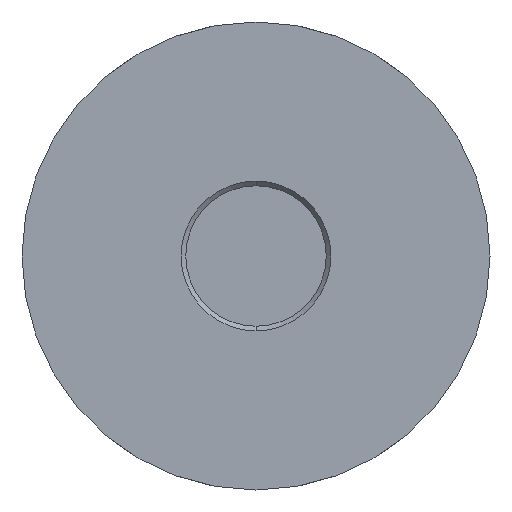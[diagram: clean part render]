
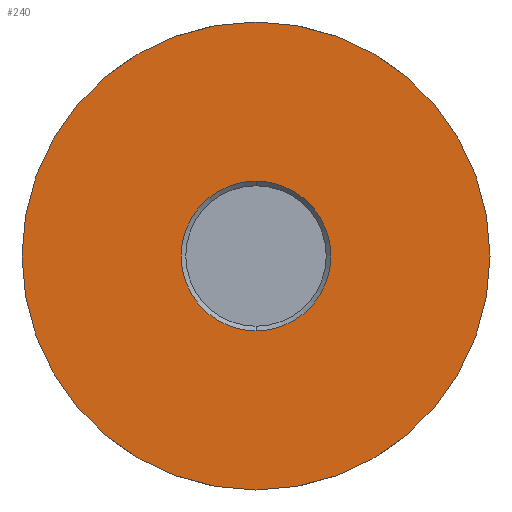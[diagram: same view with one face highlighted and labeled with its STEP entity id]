
A CAD part, front view. The second image highlights one B-rep face of the part: STEP entity #240.
In plain terms, the highlighted planar face has unit normal (0, -1, 0).
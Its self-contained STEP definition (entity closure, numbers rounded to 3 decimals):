
#15 = DIRECTION ( 'NONE',  ( 0., 0., -1. ) ) ;
#30 = DIRECTION ( 'NONE',  ( 0., 1., 0. ) ) ;
#38 = ORIENTED_EDGE ( 'NONE', *, *, #77, .T. ) ;
#39 = EDGE_CURVE ( 'NONE', #261, #73, #83, .T. ) ;
#42 = AXIS2_PLACEMENT_3D ( 'NONE', #236, #85, #259 ) ;
#43 = CIRCLE ( 'NONE', #150, 8. ) ;
#50 = DIRECTION ( 'NONE',  ( 0., -1., 0. ) ) ;
#53 = CARTESIAN_POINT ( 'NONE',  ( 0., 0., 0. ) ) ;
#56 = ORIENTED_EDGE ( 'NONE', *, *, #39, .T. ) ;
#67 = DIRECTION ( 'NONE',  ( 0., 0., -1. ) ) ;
#68 = CARTESIAN_POINT ( 'NONE',  ( -25., 0., 0. ) ) ;
#73 = VERTEX_POINT ( 'NONE', #68 ) ;
#77 = EDGE_CURVE ( 'NONE', #73, #261, #121, .T. ) ;
#78 = ORIENTED_EDGE ( 'NONE', *, *, #273, .T. ) ;
#83 = CIRCLE ( 'NONE', #42, 25. ) ;
#85 = DIRECTION ( 'NONE',  ( 0., -1., 0. ) ) ;
#101 = AXIS2_PLACEMENT_3D ( 'NONE', #112, #50, #159 ) ;
#108 = EDGE_CURVE ( 'NONE', #118, #198, #265, .T. ) ;
#112 = CARTESIAN_POINT ( 'NONE',  ( 0., 0., 0. ) ) ;
#113 = CARTESIAN_POINT ( 'NONE',  ( 0., 0., 0. ) ) ;
#114 = CARTESIAN_POINT ( 'NONE',  ( 0., 0., 0. ) ) ;
#118 = VERTEX_POINT ( 'NONE', #230 ) ;
#121 = CIRCLE ( 'NONE', #101, 25. ) ;
#132 = CARTESIAN_POINT ( 'NONE',  ( 0., 0., -8. ) ) ;
#135 = AXIS2_PLACEMENT_3D ( 'NONE', #114, #223, #67 ) ;
#143 = FACE_BOUND ( 'NONE', #144, .T. ) ;
#144 = EDGE_LOOP ( 'NONE', ( #78, #174 ) ) ;
#150 = AXIS2_PLACEMENT_3D ( 'NONE', #113, #30, #160 ) ;
#159 = DIRECTION ( 'NONE',  ( 0., 0., -1. ) ) ;
#160 = DIRECTION ( 'NONE',  ( 0., 0., -1. ) ) ;
#174 = ORIENTED_EDGE ( 'NONE', *, *, #108, .T. ) ;
#179 = FACE_OUTER_BOUND ( 'NONE', #201, .T. ) ;
#189 = AXIS2_PLACEMENT_3D ( 'NONE', #53, #191, #15 ) ;
#190 = CARTESIAN_POINT ( 'NONE',  ( 25., 0., 0. ) ) ;
#191 = DIRECTION ( 'NONE',  ( 0., 1., 0. ) ) ;
#198 = VERTEX_POINT ( 'NONE', #132 ) ;
#201 = EDGE_LOOP ( 'NONE', ( #56, #38 ) ) ;
#208 = PLANE ( 'NONE',  #135 ) ;
#223 = DIRECTION ( 'NONE',  ( 0., -1., 0. ) ) ;
#230 = CARTESIAN_POINT ( 'NONE',  ( 0., 0., 8. ) ) ;
#236 = CARTESIAN_POINT ( 'NONE',  ( 0., 0., 0. ) ) ;
#240 = ADVANCED_FACE ( 'NONE', ( #143, #179 ), #208, .T. ) ;
#259 = DIRECTION ( 'NONE',  ( 0., 0., -1. ) ) ;
#261 = VERTEX_POINT ( 'NONE', #190 ) ;
#265 = CIRCLE ( 'NONE', #189, 8. ) ;
#273 = EDGE_CURVE ( 'NONE', #198, #118, #43, .T. ) ;
